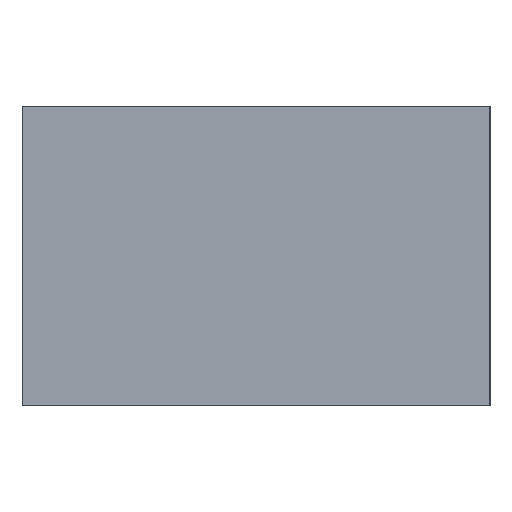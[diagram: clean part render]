
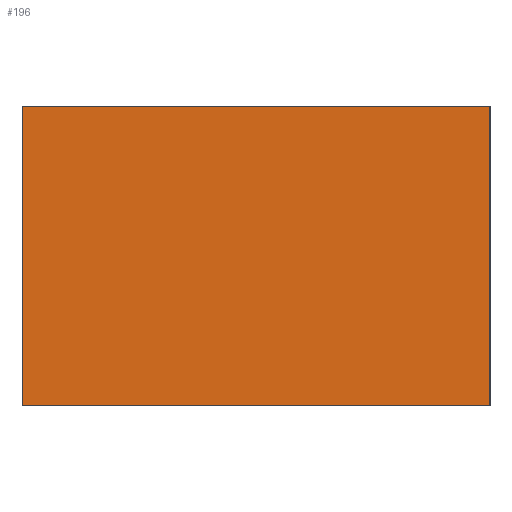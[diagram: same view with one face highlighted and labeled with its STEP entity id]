
A CAD part, left-side view. The second image highlights one B-rep face of the part: STEP entity #196.
In plain terms, the highlighted planar face has unit normal (-1, 0, 0).
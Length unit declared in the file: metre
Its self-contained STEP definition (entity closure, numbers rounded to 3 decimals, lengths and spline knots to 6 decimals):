
#15=B_SPLINE_CURVE_WITH_KNOTS('',3,(#309,#310,#311,#312),.UNSPECIFIED.,
 .F.,.F.,(4,4),(0.,1.),.UNSPECIFIED.);
#16=B_SPLINE_CURVE_WITH_KNOTS('',3,(#316,#317,#318,#319),.UNSPECIFIED.,
 .F.,.F.,(4,4),(0.,1.),.UNSPECIFIED.);
#19=LINE('',#287,#35);
#27=LINE('',#307,#43);
#28=LINE('',#314,#44);
#29=LINE('',#321,#45);
#35=VECTOR('',#239,1.);
#43=VECTOR('',#253,1.);
#44=VECTOR('',#254,1.);
#45=VECTOR('',#255,1.);
#61=ORIENTED_EDGE('',*,*,#104,.F.);
#62=ORIENTED_EDGE('',*,*,#113,.T.);
#63=ORIENTED_EDGE('',*,*,#114,.F.);
#64=ORIENTED_EDGE('',*,*,#115,.T.);
#65=ORIENTED_EDGE('',*,*,#116,.T.);
#66=ORIENTED_EDGE('',*,*,#117,.F.);
#104=EDGE_CURVE('',#130,#131,#19,.T.);
#113=EDGE_CURVE('',#130,#139,#27,.T.);
#114=EDGE_CURVE('',#140,#139,#15,.F.);
#115=EDGE_CURVE('',#140,#141,#28,.T.);
#116=EDGE_CURVE('',#141,#142,#16,.T.);
#117=EDGE_CURVE('',#131,#142,#29,.T.);
#130=VERTEX_POINT('',#288);
#131=VERTEX_POINT('',#289);
#139=VERTEX_POINT('',#308);
#140=VERTEX_POINT('',#313);
#141=VERTEX_POINT('',#315);
#142=VERTEX_POINT('',#320);
#159=EDGE_LOOP('',(#61,#62,#63,#64,#65,#66));
#175=FACE_BOUND('',#159,.T.);
#189=PLANE('',#221);
#196=ADVANCED_FACE('',(#175),#189,.T.);
#221=AXIS2_PLACEMENT_3D('',#306,#251,#252);
#239=DIRECTION('',(0.,0.,-1.));
#251=DIRECTION('',(-1.,0.,0.));
#252=DIRECTION('',(0.,0.,1.));
#253=DIRECTION('',(0.,1.,0.));
#254=DIRECTION('',(0.,0.,-1.));
#255=DIRECTION('',(0.,1.,0.));
#287=CARTESIAN_POINT('',(-0.01975,0.0055,0.010002));
#288=CARTESIAN_POINT('',(-0.01975,0.0055,0.01));
#289=CARTESIAN_POINT('',(-0.01975,0.0055,0.));
#306=CARTESIAN_POINT('',(-0.01975,0.008075,0.01));
#307=CARTESIAN_POINT('',(-0.01975,0.008075,0.01));
#308=CARTESIAN_POINT('',(-0.01975,0.01615,0.01));
#309=CARTESIAN_POINT('',(-0.01975,0.01615,0.01));
#310=CARTESIAN_POINT('',(-0.01975,0.017817,0.01));
#311=CARTESIAN_POINT('',(-0.01975,0.019483,0.01));
#312=CARTESIAN_POINT('',(-0.01975,0.02115,0.01));
#313=CARTESIAN_POINT('',(-0.01975,0.02115,0.01));
#314=CARTESIAN_POINT('',(-0.01975,0.02115,0.01));
#315=CARTESIAN_POINT('',(-0.01975,0.02115,0.));
#316=CARTESIAN_POINT('',(-0.01975,0.02115,0.));
#317=CARTESIAN_POINT('',(-0.01975,0.019483,0.));
#318=CARTESIAN_POINT('',(-0.01975,0.017817,0.));
#319=CARTESIAN_POINT('',(-0.01975,0.01615,0.));
#320=CARTESIAN_POINT('',(-0.01975,0.01615,0.));
#321=CARTESIAN_POINT('',(-0.01975,0.008075,0.));
